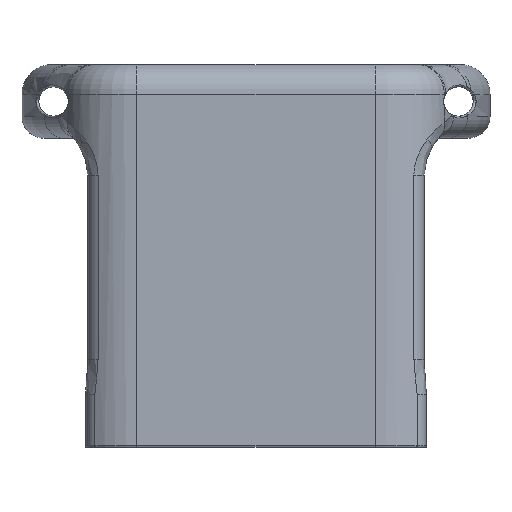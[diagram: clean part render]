
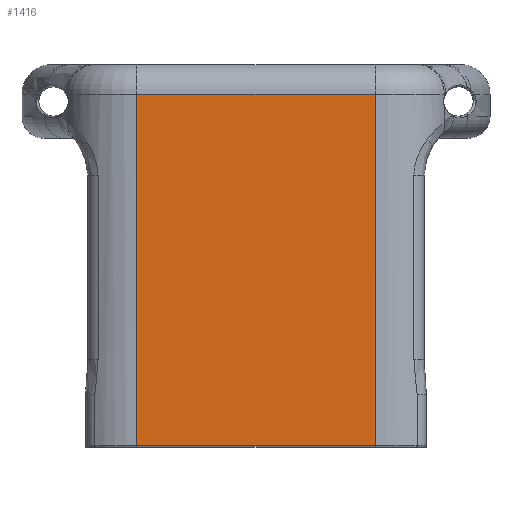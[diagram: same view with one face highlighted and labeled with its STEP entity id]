
A CAD part, front view. The second image highlights one B-rep face of the part: STEP entity #1416.
In plain terms, the highlighted planar face has unit normal (0, -1, 0).
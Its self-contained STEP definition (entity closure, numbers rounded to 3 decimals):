
#66=PLANE('',#1539);
#97=LINE('',#2211,#154);
#98=LINE('',#2213,#155);
#99=LINE('',#2215,#156);
#100=LINE('',#2216,#157);
#154=VECTOR('',#1760,10.);
#155=VECTOR('',#1761,10.);
#156=VECTOR('',#1762,10.);
#157=VECTOR('',#1763,10.);
#229=FACE_OUTER_BOUND('',#322,.T.);
#322=EDGE_LOOP('',(#973,#974,#975,#976));
#596=VERTEX_POINT('',#2209);
#597=VERTEX_POINT('',#2210);
#598=VERTEX_POINT('',#2212);
#599=VERTEX_POINT('',#2214);
#738=EDGE_CURVE('',#596,#597,#97,.T.);
#739=EDGE_CURVE('',#598,#596,#98,.T.);
#740=EDGE_CURVE('',#599,#598,#99,.T.);
#741=EDGE_CURVE('',#597,#599,#100,.T.);
#973=ORIENTED_EDGE('',*,*,#738,.F.);
#974=ORIENTED_EDGE('',*,*,#739,.F.);
#975=ORIENTED_EDGE('',*,*,#740,.F.);
#976=ORIENTED_EDGE('',*,*,#741,.F.);
#1416=ADVANCED_FACE('',(#229),#66,.T.);
#1539=AXIS2_PLACEMENT_3D('',#2208,#1758,#1759);
#1758=DIRECTION('center_axis',(0.,-1.,0.));
#1759=DIRECTION('ref_axis',(-1.,0.,0.));
#1760=DIRECTION('',(-1.,0.,0.));
#1761=DIRECTION('',(0.,0.,-1.));
#1762=DIRECTION('',(1.,0.,0.));
#1763=DIRECTION('',(0.,0.,1.));
#2208=CARTESIAN_POINT('Origin',(23.174,-32.493,5.));
#2209=CARTESIAN_POINT('',(16.172,-32.493,-46.8));
#2210=CARTESIAN_POINT('',(-16.172,-32.493,-46.8));
#2211=CARTESIAN_POINT('',(11.587,-32.493,-46.8));
#2212=CARTESIAN_POINT('',(16.172,-32.493,1.));
#2213=CARTESIAN_POINT('',(16.172,-32.493,5.));
#2214=CARTESIAN_POINT('',(-16.172,-32.493,1.));
#2215=CARTESIAN_POINT('',(-2.538,-32.493,1.));
#2216=CARTESIAN_POINT('',(-16.172,-32.493,5.));
